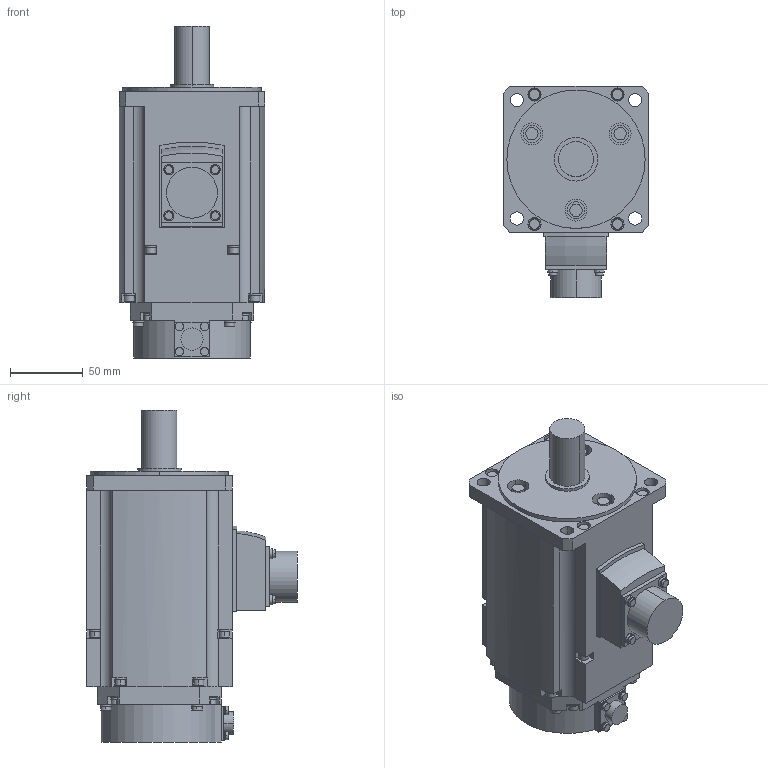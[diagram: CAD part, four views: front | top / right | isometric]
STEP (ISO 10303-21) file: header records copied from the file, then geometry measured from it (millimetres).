
FILE_DESCRIPTION((''),'2;1');
FILE_NAME('HG-RR103B_ASM','2013-01-12T',('QG77621'),(''),'PRO/ENGINEER BY PARAMETRIC TECHNOLOGY CORPORATION, 2009400','PRO/ENGINEER BY PARAMETRIC TECHNOLOGY CORPORATION, 2009400','');
FILE_SCHEMA(('CONFIG_CONTROL_DESIGN'));
Length unit declared in the file: millimetre
Products named in the file (1): HG-RR103B_ASM
Bounding box: 100 x 144.8 x 228 mm (x, y, z)
Volume: 1593914.7 mm3; surface area: 102360.8 mm2
Topology: 1 solids, 1 shells, 402 faces, 936 edges, 622 vertices
Faces by surface type: cylinder 204, plane 197, bspline 1
Entity records: 11729 total; most frequent: DIRECTION 2184, CARTESIAN_POINT 2003, ORIENTED_EDGE 1872, EDGE_CURVE 936, AXIS2_PLACEMENT_3D 849, VERTEX_POINT 622, EDGE_LOOP 496, VECTOR 486
